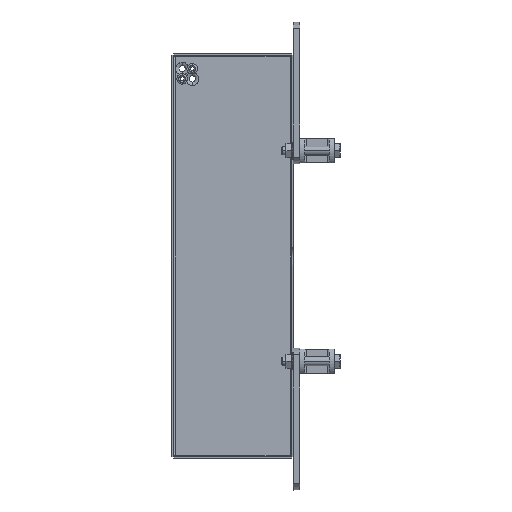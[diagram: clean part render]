
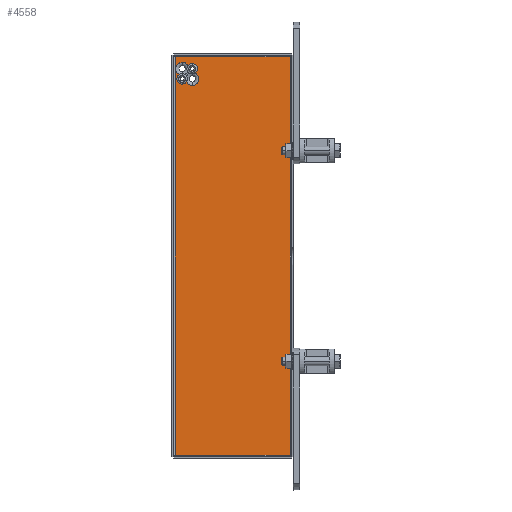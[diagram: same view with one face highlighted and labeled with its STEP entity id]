
A CAD part, front view. The second image highlights one B-rep face of the part: STEP entity #4558.
In plain terms, the highlighted planar face has unit normal (0, -1, 0).
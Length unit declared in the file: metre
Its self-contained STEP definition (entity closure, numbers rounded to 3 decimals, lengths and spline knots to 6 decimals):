
#1 = CARTESIAN_POINT ( 'NONE',  ( -0.0625, 0.029, 0.21875 ) ) ;
#59 = AXIS2_PLACEMENT_3D ( 'NONE', #5859, #6466, #5730 ) ;
#149 = CARTESIAN_POINT ( 'NONE',  ( -0.05, 0.029, 0.23775 ) ) ;
#190 = CIRCLE ( 'NONE', #1972, 0.008 ) ;
#385 = CARTESIAN_POINT ( 'NONE',  ( -0.0625, 0.029, 0.23125 ) ) ;
#421 = VERTEX_POINT ( 'NONE', #4056 ) ;
#440 = DIRECTION ( 'NONE',  ( 0., 1., 0. ) ) ;
#453 = DIRECTION ( 'NONE',  ( -1., 0., 0. ) ) ;
#564 = ORIENTED_EDGE ( 'NONE', *, *, #2467, .F. ) ;
#666 = AXIS2_PLACEMENT_3D ( 'NONE', #5974, #2670, #7260 ) ;
#687 = ORIENTED_EDGE ( 'NONE', *, *, #1681, .F. ) ;
#786 = ORIENTED_EDGE ( 'NONE', *, *, #6431, .F. ) ;
#809 = EDGE_CURVE ( 'NONE', #3371, #6619, #6246, .T. ) ;
#939 = CARTESIAN_POINT ( 'NONE',  ( -0.075, 0.029, -0.246 ) ) ;
#976 = ORIENTED_EDGE ( 'NONE', *, *, #6620, .F. ) ;
#991 = FACE_BOUND ( 'NONE', #6889, .T. ) ;
#1163 = CIRCLE ( 'NONE', #7745, 0.008 ) ;
#1252 = VECTOR ( 'NONE', #5161, 1. ) ;
#1584 = VERTEX_POINT ( 'NONE', #4351 ) ;
#1627 = PLANE ( 'NONE',  #4619 ) ;
#1681 = EDGE_CURVE ( 'NONE', #3641, #2321, #1714, .T. ) ;
#1714 = CIRCLE ( 'NONE', #2805, 0.008 ) ;
#1880 = EDGE_CURVE ( 'NONE', #3821, #8498, #7286, .T. ) ;
#1957 = CARTESIAN_POINT ( 'NONE',  ( -0.05538, 0.029, 0.234898 ) ) ;
#1972 = AXIS2_PLACEMENT_3D ( 'NONE', #6467, #2638, #5860 ) ;
#1989 = VECTOR ( 'NONE', #8019, 1. ) ;
#2064 = CARTESIAN_POINT ( 'NONE',  ( -0.071, 0.029, -0.246 ) ) ;
#2071 = AXIS2_PLACEMENT_3D ( 'NONE', #3971, #3319, #5929 ) ;
#2171 = VERTEX_POINT ( 'NONE', #149 ) ;
#2309 = DIRECTION ( 'NONE',  ( 0., -1., 0. ) ) ;
#2321 = VERTEX_POINT ( 'NONE', #8259 ) ;
#2324 = VERTEX_POINT ( 'NONE', #3065 ) ;
#2467 = EDGE_CURVE ( 'NONE', #2324, #6351, #3550, .T. ) ;
#2517 = EDGE_CURVE ( 'NONE', #2171, #6351, #4113, .T. ) ;
#2622 = DIRECTION ( 'NONE',  ( 0., 1., 0. ) ) ;
#2638 = DIRECTION ( 'NONE',  ( 0., -1., 0. ) ) ;
#2670 = DIRECTION ( 'NONE',  ( 0., -1., 0. ) ) ;
#2800 = VECTOR ( 'NONE', #453, 1. ) ;
#2805 = AXIS2_PLACEMENT_3D ( 'NONE', #385, #3095, #5620 ) ;
#3023 = CIRCLE ( 'NONE', #2071, 0.0065 ) ;
#3038 = ORIENTED_EDGE ( 'NONE', *, *, #1880, .T. ) ;
#3059 = DIRECTION ( 'NONE',  ( 0., 0., -1. ) ) ;
#3065 = CARTESIAN_POINT ( 'NONE',  ( -0.05, 0.029, 0.21075 ) ) ;
#3095 = DIRECTION ( 'NONE',  ( 0., -1., 0. ) ) ;
#3211 = AXIS2_PLACEMENT_3D ( 'NONE', #1, #2622, #3967 ) ;
#3255 = CARTESIAN_POINT ( 'NONE',  ( 0.071, 0.029, -0.246 ) ) ;
#3291 = CARTESIAN_POINT ( 'NONE',  ( -0.05, 0.029, 0.21875 ) ) ;
#3319 = DIRECTION ( 'NONE',  ( 0., 1., 0. ) ) ;
#3332 = DIRECTION ( 'NONE',  ( 0., 0., -1. ) ) ;
#3357 = CARTESIAN_POINT ( 'NONE',  ( -0.046352, 0.029, 0.22587 ) ) ;
#3371 = VERTEX_POINT ( 'NONE', #4977 ) ;
#3388 = CARTESIAN_POINT ( 'NONE',  ( -0.0625, 0.029, 0.23925 ) ) ;
#3550 = CIRCLE ( 'NONE', #666, 0.008 ) ;
#3641 = VERTEX_POINT ( 'NONE', #3388 ) ;
#3821 = VERTEX_POINT ( 'NONE', #8348 ) ;
#3877 = ORIENTED_EDGE ( 'NONE', *, *, #5289, .T. ) ;
#3967 = DIRECTION ( 'NONE',  ( 0., 0., -1. ) ) ;
#3971 = CARTESIAN_POINT ( 'NONE',  ( -0.05, 0.029, 0.23125 ) ) ;
#4018 = ORIENTED_EDGE ( 'NONE', *, *, #5611, .T. ) ;
#4056 = CARTESIAN_POINT ( 'NONE',  ( -0.05712, 0.029, 0.215102 ) ) ;
#4113 = CIRCLE ( 'NONE', #6556, 0.0065 ) ;
#4351 = CARTESIAN_POINT ( 'NONE',  ( -0.0625, 0.029, 0.21225 ) ) ;
#4533 = ORIENTED_EDGE ( 'NONE', *, *, #6678, .F. ) ;
#4558 = ADVANCED_FACE ( 'NONE', ( #8190, #991 ), #1627, .T. ) ;
#4619 = AXIS2_PLACEMENT_3D ( 'NONE', #6214, #2309, #8234 ) ;
#4977 = CARTESIAN_POINT ( 'NONE',  ( 0.071, 0.029, 0.246 ) ) ;
#4998 = CARTESIAN_POINT ( 'NONE',  ( -0.05, 0.029, 0.23125 ) ) ;
#5063 = ORIENTED_EDGE ( 'NONE', *, *, #7656, .T. ) ;
#5161 = DIRECTION ( 'NONE',  ( -1., 0., 0. ) ) ;
#5247 = ORIENTED_EDGE ( 'NONE', *, *, #2517, .T. ) ;
#5274 = CIRCLE ( 'NONE', #59, 0.0065 ) ;
#5289 = EDGE_CURVE ( 'NONE', #6666, #2171, #3023, .T. ) ;
#5597 = CARTESIAN_POINT ( 'NONE',  ( 0.071, 0.029, 0.246 ) ) ;
#5611 = EDGE_CURVE ( 'NONE', #3371, #3821, #7205, .T. ) ;
#5620 = DIRECTION ( 'NONE',  ( 0., 0., -1. ) ) ;
#5730 = DIRECTION ( 'NONE',  ( 0., 0., -1. ) ) ;
#5859 = CARTESIAN_POINT ( 'NONE',  ( -0.0625, 0.029, 0.21875 ) ) ;
#5860 = DIRECTION ( 'NONE',  ( 0., 0., -1. ) ) ;
#5929 = DIRECTION ( 'NONE',  ( 0., 0., -1. ) ) ;
#5932 = VECTOR ( 'NONE', #8216, 1. ) ;
#5974 = CARTESIAN_POINT ( 'NONE',  ( -0.05, 0.029, 0.21875 ) ) ;
#6147 = EDGE_LOOP ( 'NONE', ( #786, #8000, #4018, #3038 ) ) ;
#6214 = CARTESIAN_POINT ( 'NONE',  ( -0.075, 0.029, 0.246 ) ) ;
#6246 = LINE ( 'NONE', #5597, #5932 ) ;
#6351 = VERTEX_POINT ( 'NONE', #3357 ) ;
#6431 = EDGE_CURVE ( 'NONE', #6619, #8498, #6813, .T. ) ;
#6466 = DIRECTION ( 'NONE',  ( 0., 1., 0. ) ) ;
#6467 = CARTESIAN_POINT ( 'NONE',  ( -0.0625, 0.029, 0.23125 ) ) ;
#6556 = AXIS2_PLACEMENT_3D ( 'NONE', #4998, #440, #3059 ) ;
#6619 = VERTEX_POINT ( 'NONE', #3255 ) ;
#6620 = EDGE_CURVE ( 'NONE', #6666, #3641, #190, .T. ) ;
#6645 = CARTESIAN_POINT ( 'NONE',  ( -0.071, 0.029, 0.246 ) ) ;
#6666 = VERTEX_POINT ( 'NONE', #1957 ) ;
#6678 = EDGE_CURVE ( 'NONE', #421, #2324, #1163, .T. ) ;
#6813 = LINE ( 'NONE', #939, #2800 ) ;
#6889 = EDGE_LOOP ( 'NONE', ( #3877, #5247, #564, #4533, #7329, #5063, #687, #976 ) ) ;
#7035 = CARTESIAN_POINT ( 'NONE',  ( -0.075, 0.029, 0.246 ) ) ;
#7205 = LINE ( 'NONE', #7035, #1252 ) ;
#7260 = DIRECTION ( 'NONE',  ( 0., 0., -1. ) ) ;
#7286 = LINE ( 'NONE', #6645, #1989 ) ;
#7329 = ORIENTED_EDGE ( 'NONE', *, *, #8039, .T. ) ;
#7656 = EDGE_CURVE ( 'NONE', #1584, #2321, #8137, .T. ) ;
#7715 = DIRECTION ( 'NONE',  ( 0., -1., 0. ) ) ;
#7745 = AXIS2_PLACEMENT_3D ( 'NONE', #3291, #7715, #3332 ) ;
#8000 = ORIENTED_EDGE ( 'NONE', *, *, #809, .F. ) ;
#8019 = DIRECTION ( 'NONE',  ( 0., 0., -1. ) ) ;
#8039 = EDGE_CURVE ( 'NONE', #421, #1584, #5274, .T. ) ;
#8137 = CIRCLE ( 'NONE', #3211, 0.0065 ) ;
#8190 = FACE_OUTER_BOUND ( 'NONE', #6147, .T. ) ;
#8216 = DIRECTION ( 'NONE',  ( 0., 0., -1. ) ) ;
#8234 = DIRECTION ( 'NONE',  ( 1., 0., 0. ) ) ;
#8259 = CARTESIAN_POINT ( 'NONE',  ( -0.066148, 0.029, 0.22413 ) ) ;
#8348 = CARTESIAN_POINT ( 'NONE',  ( -0.071, 0.029, 0.246 ) ) ;
#8498 = VERTEX_POINT ( 'NONE', #2064 ) ;
